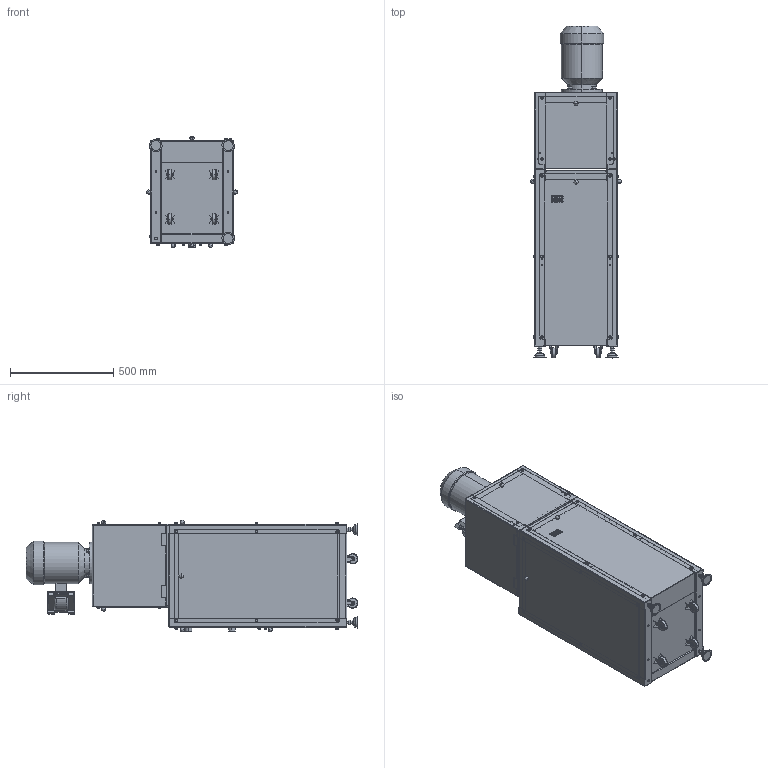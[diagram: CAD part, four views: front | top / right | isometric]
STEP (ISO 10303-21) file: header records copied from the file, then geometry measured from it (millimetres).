
FILE_DESCRIPTION (( 'STEP AP203' ), '1' );
FILE_NAME ('[STEP]BSP-E15BN.STEP', '2023-11-21T02:34:27', ( '' ), ( '' ), 'SwSTEP 2.0', 'SolidWorks 2019', '' );
FILE_SCHEMA (( 'CONFIG_CONTROL_DESIGN' ));
Products named in the file (3): Part4^14000271_BellowsSealPump_穴埋め用; BSP-E15N-173_モータカバー; [STEP]BSP-E15BN
Assembly tree (3 placements, depth 2):
  [STEP]BSP-E15BN
    BSP-E15N-173_モータカバー  x2
    Part4^14000271_BellowsSealPump_穴埋め用
Bounding box: 440.4 x 1608.5 x 540.4 mm (x, y, z)
Volume: 236422511.5 mm3; surface area: 6936132.2 mm2
Topology: 5 solids, 41 shells, 3118 faces, 7768 edges, 4783 vertices
Faces by surface type: plane 1827, cylinder 892, cone 302, bspline 60, sphere 24, torus 13
Entity records: 95488 total; most frequent: CARTESIAN_POINT 21391, DIRECTION 15650, ORIENTED_EDGE 15268, EDGE_CURVE 7634, AXIS2_PLACEMENT_3D 5807, VERTEX_POINT 4707, VECTOR 4036, LINE 4036
